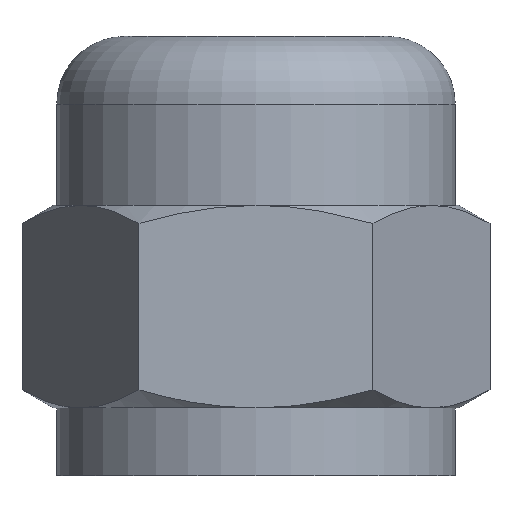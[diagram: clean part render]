
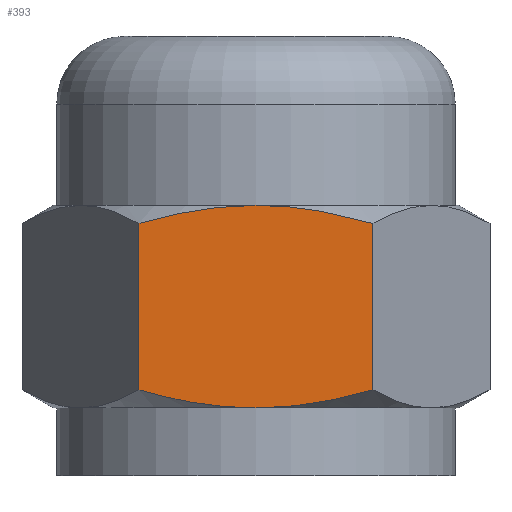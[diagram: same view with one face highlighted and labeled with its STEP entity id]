
A CAD part, front view. The second image highlights one B-rep face of the part: STEP entity #393.
In plain terms, the highlighted planar face has unit normal (0, -1, 0).
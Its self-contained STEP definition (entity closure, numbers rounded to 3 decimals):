
#4 = CARTESIAN_POINT ( 'NONE',  ( -2.901, -6., 7.627 ) ) ;
#48 = ORIENTED_EDGE ( 'NONE', *, *, #412, .T. ) ;
#113 = ORIENTED_EDGE ( 'NONE', *, *, #344, .F. ) ;
#124 = VECTOR ( 'NONE', #1097, 1000. ) ;
#125 = VERTEX_POINT ( 'NONE', #1024 ) ;
#149 = FACE_OUTER_BOUND ( 'NONE', #693, .T. ) ;
#182 = VECTOR ( 'NONE', #724, 1000. ) ;
#262 = CARTESIAN_POINT ( 'NONE',  ( 0., -6., 2. ) ) ;
#279 = CARTESIAN_POINT ( 'NONE',  ( -0.586, -6., 8. ) ) ;
#296 = EDGE_CURVE ( 'NONE', #125, #760, #782, .T. ) ;
#325 = VERTEX_POINT ( 'NONE', #262 ) ;
#335 = CARTESIAN_POINT ( 'NONE',  ( 1.18, -6., 2.052 ) ) ;
#343 = CARTESIAN_POINT ( 'NONE',  ( -3.464, -6., 8. ) ) ;
#344 = EDGE_CURVE ( 'NONE', #738, #1112, #417, .T. ) ;
#393 = ADVANCED_FACE ( 'NONE', ( #149 ), #432, .F. ) ;
#412 = EDGE_CURVE ( 'NONE', #760, #694, #633, .T. ) ;
#417 = LINE ( 'NONE', #722, #182 ) ;
#424 = CARTESIAN_POINT ( 'NONE',  ( 2.904, -6., 2.374 ) ) ;
#432 = PLANE ( 'NONE',  #983 ) ;
#457 = EDGE_CURVE ( 'NONE', #325, #1112, #686, .T. ) ;
#495 = CARTESIAN_POINT ( 'NONE',  ( -1.167, -6., 2.05 ) ) ;
#514 = CARTESIAN_POINT ( 'NONE',  ( -3.464, -6., 2.536 ) ) ;
#527 = DIRECTION ( 'NONE',  ( 0., 0., 1. ) ) ;
#529 = CARTESIAN_POINT ( 'NONE',  ( 1.18, -6., 7.948 ) ) ;
#532 = CARTESIAN_POINT ( 'NONE',  ( 0.586, -6., 2. ) ) ;
#554 = CARTESIAN_POINT ( 'NONE',  ( -2.324, -6., 7.763 ) ) ;
#575 = ORIENTED_EDGE ( 'NONE', *, *, #1179, .T. ) ;
#583 = CARTESIAN_POINT ( 'NONE',  ( -2.901, -6., 2.373 ) ) ;
#586 = CARTESIAN_POINT ( 'NONE',  ( 0., -6., 2. ) ) ;
#618 = CARTESIAN_POINT ( 'NONE',  ( 3.464, -6., 7.464 ) ) ;
#620 = CARTESIAN_POINT ( 'NONE',  ( 0., -6., 8. ) ) ;
#633 = LINE ( 'NONE', #910, #124 ) ;
#641 = CARTESIAN_POINT ( 'NONE',  ( -3.464, -6., 7.464 ) ) ;
#680 = ORIENTED_EDGE ( 'NONE', *, *, #457, .T. ) ;
#686 = B_SPLINE_CURVE_WITH_KNOTS ( 'NONE', 3,
 ( #1008, #532, #335, #994, #424, #1088 ),
 .UNSPECIFIED., .F., .F.,
 ( 4, 2, 4 ),
 ( 0.01, 0.011, 0.013 ),
 .UNSPECIFIED. ) ;
#693 = EDGE_LOOP ( 'NONE', ( #113, #575, #836, #48, #1080, #680 ) ) ;
#694 = VERTEX_POINT ( 'NONE', #514 ) ;
#722 = CARTESIAN_POINT ( 'NONE',  ( 3.464, -6., 8. ) ) ;
#724 = DIRECTION ( 'NONE',  ( 0., 0., -1. ) ) ;
#738 = VERTEX_POINT ( 'NONE', #618 ) ;
#760 = VERTEX_POINT ( 'NONE', #953 ) ;
#782 = B_SPLINE_CURVE_WITH_KNOTS ( 'NONE', 3,
 ( #934, #279, #1118, #554, #4, #641 ),
 .UNSPECIFIED., .F., .F.,
 ( 4, 2, 4 ),
 ( 0.019, 0.021, 0.022 ),
 .UNSPECIFIED. ) ;
#795 = CARTESIAN_POINT ( 'NONE',  ( 3.464, -6., 2.536 ) ) ;
#813 = CARTESIAN_POINT ( 'NONE',  ( 2.904, -6., 7.626 ) ) ;
#836 = ORIENTED_EDGE ( 'NONE', *, *, #296, .T. ) ;
#902 = EDGE_CURVE ( 'NONE', #694, #325, #1167, .T. ) ;
#910 = CARTESIAN_POINT ( 'NONE',  ( -3.464, -6., 8. ) ) ;
#934 = CARTESIAN_POINT ( 'NONE',  ( 0., -6., 8. ) ) ;
#944 = B_SPLINE_CURVE_WITH_KNOTS ( 'NONE', 3,
 ( #1180, #813, #1095, #529, #1186, #620 ),
 .UNSPECIFIED., .F., .F.,
 ( 4, 2, 4 ),
 ( 0.015, 0.017, 0.019 ),
 .UNSPECIFIED. ) ;
#953 = CARTESIAN_POINT ( 'NONE',  ( -3.464, -6., 7.464 ) ) ;
#978 = CARTESIAN_POINT ( 'NONE',  ( -3.464, -6., 2.536 ) ) ;
#983 = AXIS2_PLACEMENT_3D ( 'NONE', #343, #1093, #527 ) ;
#994 = CARTESIAN_POINT ( 'NONE',  ( 2.337, -6., 2.24 ) ) ;
#1008 = CARTESIAN_POINT ( 'NONE',  ( 0., -6., 2. ) ) ;
#1024 = CARTESIAN_POINT ( 'NONE',  ( 0., -6., 8. ) ) ;
#1069 = CARTESIAN_POINT ( 'NONE',  ( -2.324, -6., 2.237 ) ) ;
#1080 = ORIENTED_EDGE ( 'NONE', *, *, #902, .T. ) ;
#1088 = CARTESIAN_POINT ( 'NONE',  ( 3.464, -6., 2.536 ) ) ;
#1093 = DIRECTION ( 'NONE',  ( 0., 1., 0. ) ) ;
#1095 = CARTESIAN_POINT ( 'NONE',  ( 2.337, -6., 7.76 ) ) ;
#1097 = DIRECTION ( 'NONE',  ( 0., 0., -1. ) ) ;
#1112 = VERTEX_POINT ( 'NONE', #795 ) ;
#1118 = CARTESIAN_POINT ( 'NONE',  ( -1.167, -6., 7.95 ) ) ;
#1160 = CARTESIAN_POINT ( 'NONE',  ( -0.586, -6., 2. ) ) ;
#1167 = B_SPLINE_CURVE_WITH_KNOTS ( 'NONE', 3,
 ( #978, #583, #1069, #495, #1160, #586 ),
 .UNSPECIFIED., .F., .F.,
 ( 4, 2, 4 ),
 ( 0.006, 0.008, 0.01 ),
 .UNSPECIFIED. ) ;
#1179 = EDGE_CURVE ( 'NONE', #738, #125, #944, .T. ) ;
#1180 = CARTESIAN_POINT ( 'NONE',  ( 3.464, -6., 7.464 ) ) ;
#1186 = CARTESIAN_POINT ( 'NONE',  ( 0.586, -6., 8. ) ) ;
